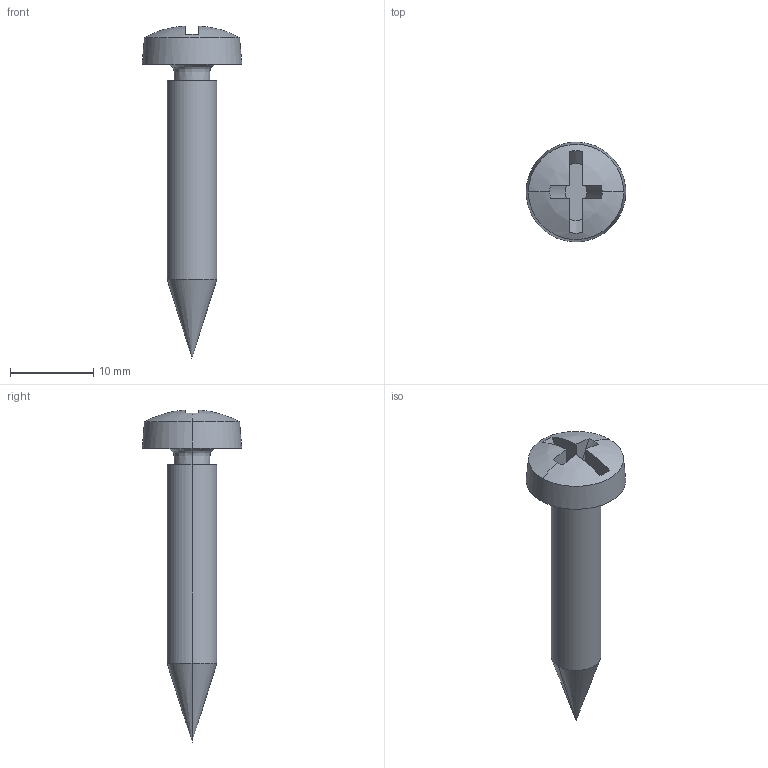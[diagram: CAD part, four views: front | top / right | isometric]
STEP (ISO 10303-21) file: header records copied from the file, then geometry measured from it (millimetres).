
FILE_DESCRIPTION(/* description */ (''),/* implementation_level */ '2;1');
FILE_NAME(/* name */ '3195929',/* time_stamp */ '2014-01-15T11:36:03+01:00',/* author */ (''),/* organization */ (''),/* preprocessor_version */ 'ST-DEVELOPER v15',/* originating_system */ '',/* authorisation */ '');
FILE_SCHEMA (('CONFIG_CONTROL_DESIGN'));
Length unit declared in the file: millimetre
Products named in the file (1): Document
Bounding box: 12 x 11.97 x 39.95 mm (x, y, z)
Volume: 1146.2 mm3; surface area: 994 mm2
Topology: 1 solids, 1 shells, 25 faces, 63 edges, 38 vertices
Faces by surface type: bspline 16, plane 9
Entity records: 1910 total; most frequent: CARTESIAN_POINT 1462, ORIENTED_EDGE 120, EDGE_CURVE 60, VERTEX_POINT 37, B_SPLINE_CURVE_WITH_KNOTS 31, ADVANCED_FACE 25, FACE_OUTER_BOUND 25, EDGE_LOOP 25
